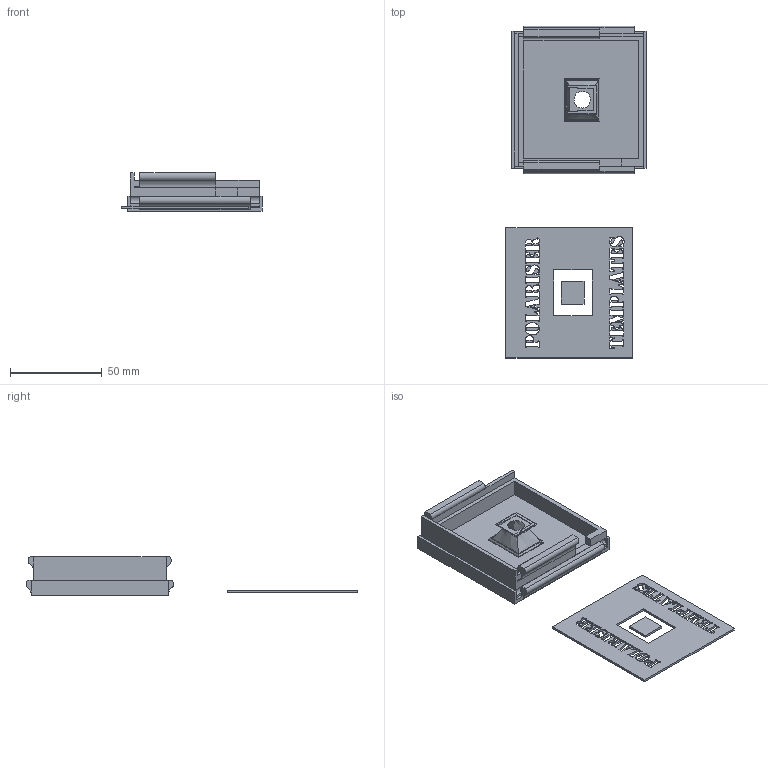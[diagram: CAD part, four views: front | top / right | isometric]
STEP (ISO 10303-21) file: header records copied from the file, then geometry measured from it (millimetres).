
FILE_DESCRIPTION(/* description */ ('','CAx-IF Rec.Pracs.---Representation and Presentation of Product Manufacturing Information (PMI)---4.0---2014-10-13'),/* implementation_level */ '2;1');
FILE_NAME(/* name */ 'Enhanced Diffuser (Classic).step',/* time_stamp */ '2025-02-07T20:00:58Z',/* author */ (''),/* organization */ (''),/* preprocessor_version */ 'ST-DEVELOPER v20',/* originating_system */ 'Autodesk Translation Framework v13.20.0.188',/* authorisation */ '');
FILE_SCHEMA (('AP242_MANAGED_MODEL_BASED_3D_ENGINEERING_MIM_LF { 1 0 10303 442 1 1 4 }'));
Length unit declared in the file: millimetre
Products named in the file (1): OpenScan Classic Diffuser
Bounding box: 76.25 x 180.63 x 20.85 mm (x, y, z)
Volume: 29991.1 mm3; surface area: 36368.8 mm2
Topology: 5 solids, 5 shells, 926 faces, 2721 edges, 1801 vertices
Faces by surface type: bspline 597, plane 305, cylinder 22, cone 2
Entity records: 36570 total; most frequent: CARTESIAN_POINT 15880, ORIENTED_EDGE 5442, EDGE_CURVE 2721, DIRECTION 2210, VERTEX_POINT 1801, LINE 1464, VECTOR 1464, B_SPLINE_CURVE_WITH_KNOTS 1212
